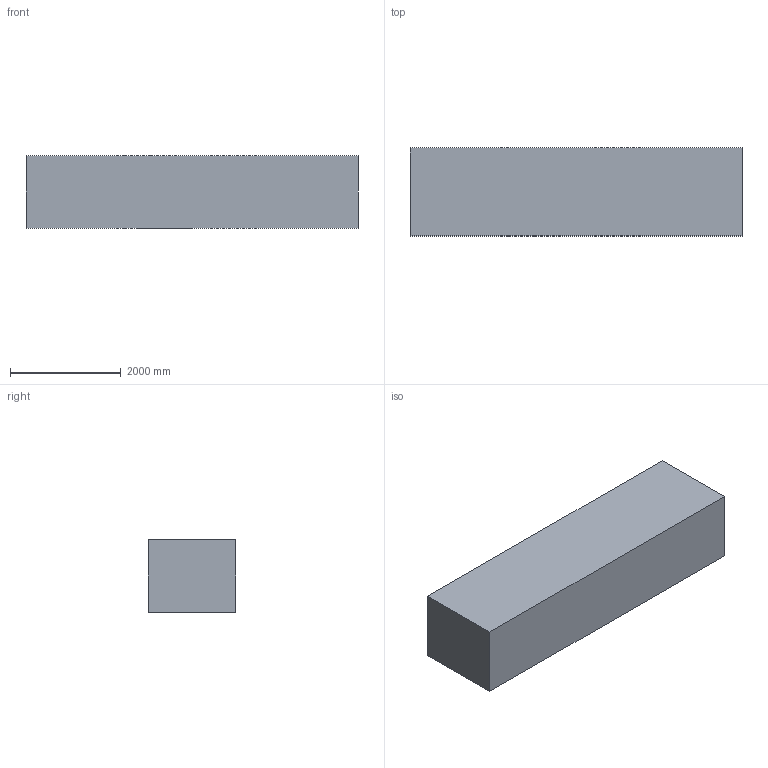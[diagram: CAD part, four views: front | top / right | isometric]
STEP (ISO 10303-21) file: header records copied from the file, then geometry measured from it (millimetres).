
FILE_DESCRIPTION(('CATIA V5 STEP Exchange'),'2;1');
FILE_NAME('Ahmed_25_full_4L_half.stp','2019-01-02T19:38:27+00:00',('none'),('none'),'CATIA Version 5 Release 19 SP 9 (IN-10)','CATIA V5 STEP AP203','none');
FILE_SCHEMA(('CONFIG_CONTROL_DESIGN'));
Length unit declared in the file: millimetre
Products named in the file (1): Part2
Bounding box: 6000 x 1590.04 x 1312 mm (x, y, z)
Surface area: 39433138 mm2 (no closed solid volume)
Topology: 0 solids, 7 shells, 15 faces, 53 edges, 45 vertices
Faces by surface type: plane 12, cylinder 3
Entity records: 596 total; most frequent: CARTESIAN_POINT 135, DIRECTION 76, ORIENTED_EDGE 68, EDGE_CURVE 48, VECTOR 42, LINE 42, VERTEX_POINT 37, AXIS2_PLACEMENT_3D 20
